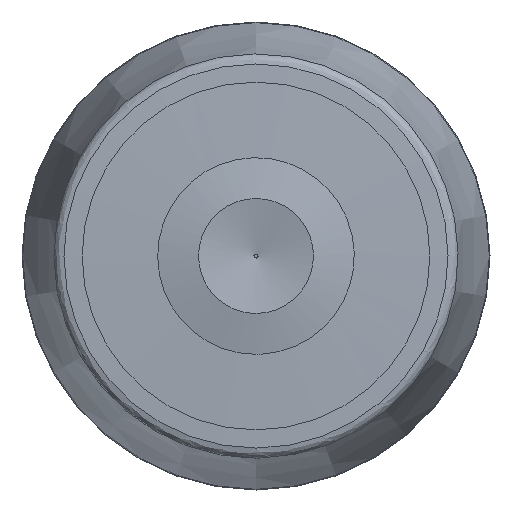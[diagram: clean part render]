
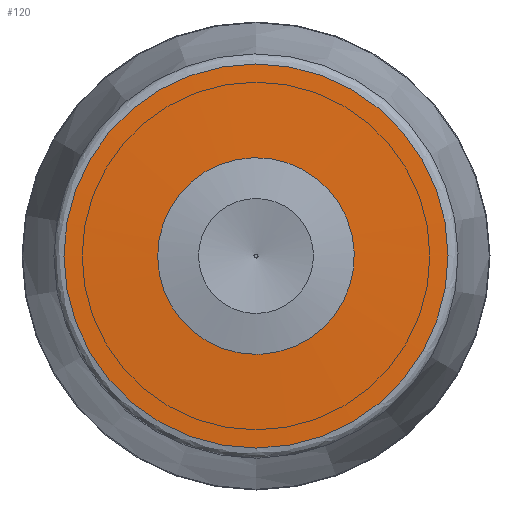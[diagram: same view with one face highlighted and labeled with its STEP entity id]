
A CAD part, left-side view. The second image highlights one B-rep face of the part: STEP entity #120.
In plain terms, the highlighted face is a revolution surface.
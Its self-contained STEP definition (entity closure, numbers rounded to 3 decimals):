
#26=SURFACE_OF_REVOLUTION('',#44,#35);
#35=AXIS1_PLACEMENT('',#654,#554);
#44=LINE('',#653,#51);
#51=VECTOR('',#553,8.843);
#120=ADVANCED_FACE('',(#175,#176),#26,.T.);
#175=FACE_BOUND('',#235,.T.);
#176=FACE_BOUND('',#236,.T.);
#235=EDGE_LOOP('',(#295));
#236=EDGE_LOOP('',(#296));
#295=ORIENTED_EDGE('',*,*,#365,.F.);
#296=ORIENTED_EDGE('',*,*,#366,.F.);
#335=VERTEX_POINT('',#650);
#336=VERTEX_POINT('',#652);
#365=EDGE_CURVE('',#335,#335,#395,.T.);
#366=EDGE_CURVE('',#336,#336,#396,.T.);
#395=CIRCLE('',#449,18.056);
#396=CIRCLE('',#450,9.244);
#449=AXIS2_PLACEMENT_3D('',#649,#549,#550);
#450=AXIS2_PLACEMENT_3D('',#651,#551,#552);
#549=DIRECTION('',(1.,0.,0.));
#550=DIRECTION('',(0.,0.,-1.));
#551=DIRECTION('',(-1.,0.,0.));
#552=DIRECTION('',(0.,0.,-1.));
#553=DIRECTION('',(0.035,-0.999,-0.001));
#554=DIRECTION('',(1.,0.,0.));
#649=CARTESIAN_POINT('',(0.986,0.,0.));
#650=CARTESIAN_POINT('',(0.986,0.,-18.056));
#651=CARTESIAN_POINT('',(0.677,0.,0.));
#652=CARTESIAN_POINT('',(0.677,0.,-9.244));
#653=CARTESIAN_POINT('',(0.677,-9.192,0.977));
#654=CARTESIAN_POINT('',(10.,0.,0.));
